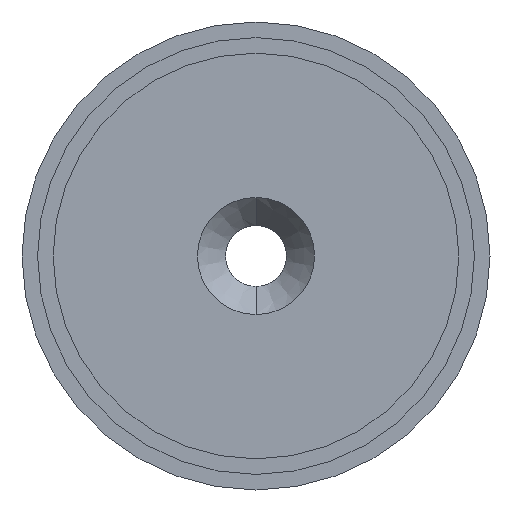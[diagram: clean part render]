
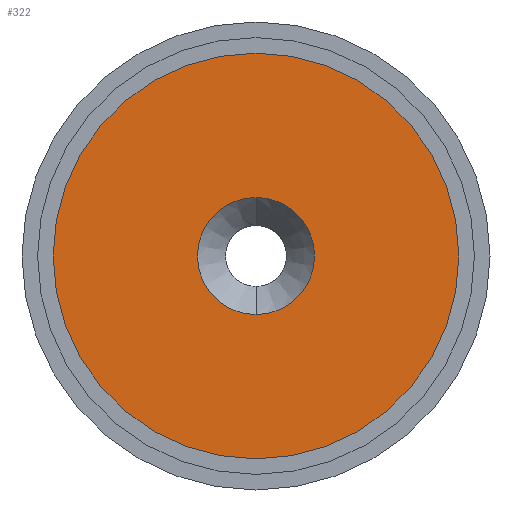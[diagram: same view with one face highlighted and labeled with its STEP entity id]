
A CAD part, front view. The second image highlights one B-rep face of the part: STEP entity #322.
In plain terms, the highlighted planar face has unit normal (0, -1, 0).
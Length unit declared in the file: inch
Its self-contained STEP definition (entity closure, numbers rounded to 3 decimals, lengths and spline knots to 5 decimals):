
#11 = AXIS2_PLACEMENT_3D ( 'NONE', #43, #98, #93 ) ;
#43 = CARTESIAN_POINT ( 'NONE',  ( 0., 0., 0. ) ) ;
#93 = DIRECTION ( 'NONE',  ( 0., 0., -1. ) ) ;
#95 = CARTESIAN_POINT ( 'NONE',  ( 0., 0., 0. ) ) ;
#98 = DIRECTION ( 'NONE',  ( 0., -1., 0. ) ) ;
#104 = DIRECTION ( 'NONE',  ( 1., 0., 0. ) ) ;
#110 = DIRECTION ( 'NONE',  ( 0., -1., 0. ) ) ;
#125 = AXIS2_PLACEMENT_3D ( 'NONE', #95, #110, #104 ) ;
#228 = AXIS2_PLACEMENT_3D ( 'NONE', #812, #813, #814 ) ;
#235 = AXIS2_PLACEMENT_3D ( 'NONE', #818, #819, #820 ) ;
#303 = EDGE_CURVE ( 'NONE', #438, #637, #349, .T. ) ;
#306 = EDGE_CURVE ( 'NONE', #634, #633, #350, .T. ) ;
#322 = ADVANCED_FACE ( 'NONE', ( #1044, #1042 ), #702, .T. ) ;
#334 = EDGE_CURVE ( 'NONE', #633, #634, #666, .T. ) ;
#336 = EDGE_CURVE ( 'NONE', #637, #438, #667, .T. ) ;
#349 = CIRCLE ( 'NONE', #11, 0.375 ) ;
#350 = CIRCLE ( 'NONE', #125, 1.3 ) ;
#438 = VERTEX_POINT ( 'NONE', #919 ) ;
#512 = EDGE_LOOP ( 'NONE', ( #533, #531 ) ) ;
#513 = EDGE_LOOP ( 'NONE', ( #534, #530 ) ) ;
#530 = ORIENTED_EDGE ( 'NONE', *, *, #306, .T. ) ;
#531 = ORIENTED_EDGE ( 'NONE', *, *, #303, .F. ) ;
#533 = ORIENTED_EDGE ( 'NONE', *, *, #336, .F. ) ;
#534 = ORIENTED_EDGE ( 'NONE', *, *, #334, .T. ) ;
#633 = VERTEX_POINT ( 'NONE', #935 ) ;
#634 = VERTEX_POINT ( 'NONE', #936 ) ;
#637 = VERTEX_POINT ( 'NONE', #939 ) ;
#666 = CIRCLE ( 'NONE', #228, 1.3 ) ;
#667 = CIRCLE ( 'NONE', #235, 0.375 ) ;
#702 = PLANE ( 'NONE',  #1049 ) ;
#703 = CARTESIAN_POINT ( 'NONE',  ( 0., 0., 0. ) ) ;
#704 = DIRECTION ( 'NONE',  ( 0., -1., 0. ) ) ;
#705 = DIRECTION ( 'NONE',  ( 1., 0., 0. ) ) ;
#812 = CARTESIAN_POINT ( 'NONE',  ( 0., 0., 0. ) ) ;
#813 = DIRECTION ( 'NONE',  ( 0., -1., 0. ) ) ;
#814 = DIRECTION ( 'NONE',  ( 1., 0., 0. ) ) ;
#818 = CARTESIAN_POINT ( 'NONE',  ( 0., 0., 0. ) ) ;
#819 = DIRECTION ( 'NONE',  ( 0., -1., 0. ) ) ;
#820 = DIRECTION ( 'NONE',  ( 0., 0., -1. ) ) ;
#919 = CARTESIAN_POINT ( 'NONE',  ( 0., 0., 0.375 ) ) ;
#935 = CARTESIAN_POINT ( 'NONE',  ( -1.3, 0., 0. ) ) ;
#936 = CARTESIAN_POINT ( 'NONE',  ( 1.3, 0., 0. ) ) ;
#939 = CARTESIAN_POINT ( 'NONE',  ( 0., 0., -0.375 ) ) ;
#1042 = FACE_OUTER_BOUND ( 'NONE', #513, .T. ) ;
#1044 = FACE_BOUND ( 'NONE', #512, .T. ) ;
#1049 = AXIS2_PLACEMENT_3D ( 'NONE', #703, #704, #705 ) ;
